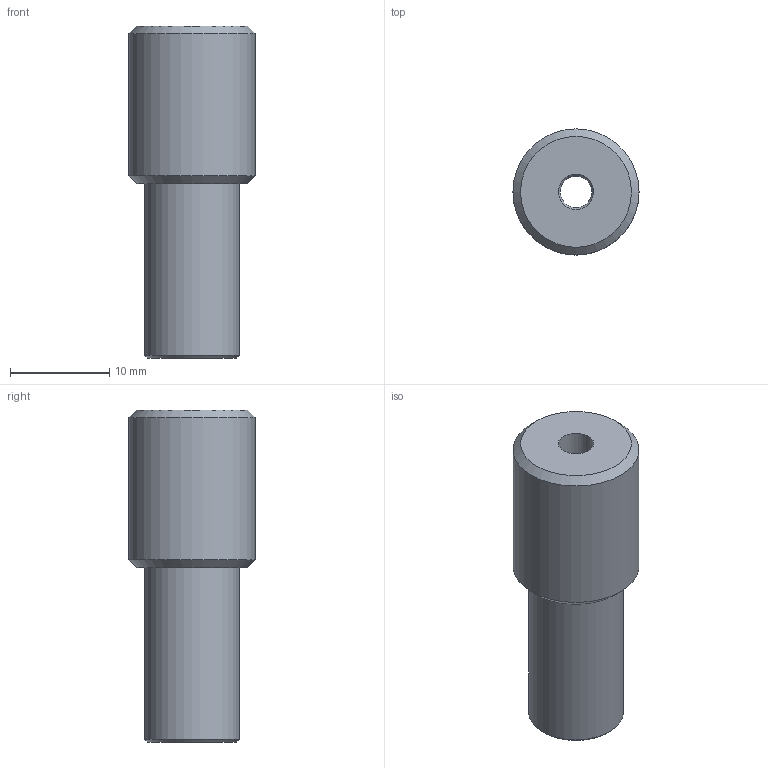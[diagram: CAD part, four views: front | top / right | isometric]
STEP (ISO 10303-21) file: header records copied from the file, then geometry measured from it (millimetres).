
FILE_DESCRIPTION(/* description */ (''),/* implementation_level */ '2;1');
FILE_NAME(/* name */ '1000102b.stp',/* time_stamp */ '2019-09-19T09:49:12-04:00',/* author */ ('Sana_M'),/* organization */ (''),/* preprocessor_version */ 'ST-DEVELOPER v16.13',/* originating_system */ 'Autodesk Inventor 2018',/* authorisation */ '');
FILE_SCHEMA (('AUTOMOTIVE_DESIGN { 1 0 10303 214 3 1 1 }'));
Length unit declared in the file: inch
Products named in the file (1): 1000102b
Bounding box: 12.7 x 12.7 x 33.45 mm (x, y, z)
Volume: 2974.3 mm3; surface area: 2619.1 mm2
Topology: 4 solids, 4 shells, 34 faces, 57 edges, 34 vertices
Faces by surface type: cylinder 11, plane 11, cone 8, torus 4
Full cylindrical faces by diameter (mm): 3.175 x1, 3.454 x1, 3.556 x2, 6.35 x2, 7.493 x1, 7.62 x1, 8.153 x1, 9.525 x1, 12.7 x1
Entity records: 793 total; most frequent: DIRECTION 138, CARTESIAN_POINT 103, AXIS2_PLACEMENT_3D 69, EDGE_LOOP 68, ORIENTED_EDGE 68, STYLED_ITEM 38, FACE_BOUND 34, FACE_OUTER_BOUND 34
